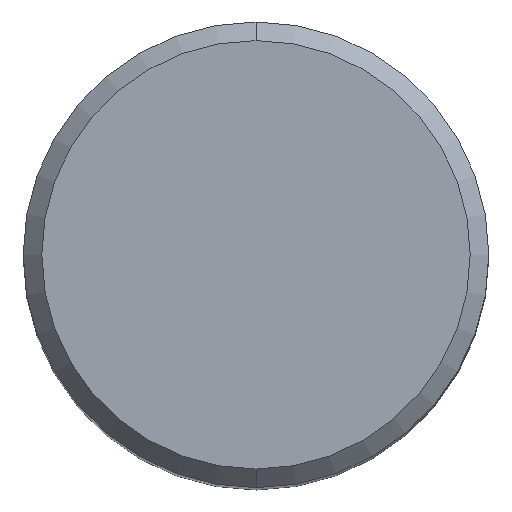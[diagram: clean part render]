
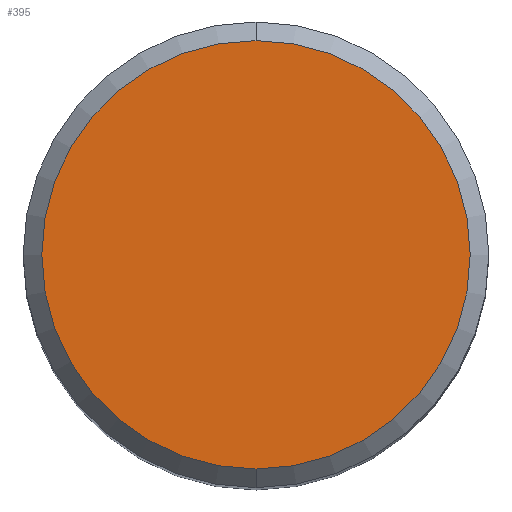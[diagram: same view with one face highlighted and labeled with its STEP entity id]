
A CAD part, top view. The second image highlights one B-rep face of the part: STEP entity #395.
In plain terms, the highlighted planar face has unit normal (0, 0, 1).
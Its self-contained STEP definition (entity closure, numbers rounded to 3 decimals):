
#193=VERTEX_POINT('',#487);
#343=EDGE_CURVE('',#193,#429,#652,.T.);
#381=EDGE_CURVE('',#429,#193,#692,.T.);
#395=ADVANCED_FACE('',(#706),#707,.T.);
#429=VERTEX_POINT('',#748);
#487=CARTESIAN_POINT('',(0.0,11.5,71.835));
#652=CIRCLE('',#1150,11.5);
#692=CIRCLE('',#1272,11.5);
#706=FACE_OUTER_BOUND('',#1292,.T.);
#707=PLANE('',#1293);
#748=CARTESIAN_POINT('',(0.,-11.5,71.835));
#1150=AXIS2_PLACEMENT_3D('',#1635,#1636,#1637);
#1272=AXIS2_PLACEMENT_3D('',#1669,#1670,#1671);
#1292=EDGE_LOOP('',(#1676,#1677));
#1293=AXIS2_PLACEMENT_3D('',#1678,#1679,#1680);
#1635=CARTESIAN_POINT('',(0.0,0.0,71.835));
#1636=DIRECTION('',(0.0,0.0,-1.0));
#1637=DIRECTION('',(0.0,1.0,0.0));
#1669=CARTESIAN_POINT('',(0.0,0.0,71.835));
#1670=DIRECTION('',(0.0,0.0,-1.0));
#1671=DIRECTION('',(0.0,1.0,0.0));
#1676=ORIENTED_EDGE('',*,*,#343,.F.);
#1677=ORIENTED_EDGE('',*,*,#381,.F.);
#1678=CARTESIAN_POINT('',(0.0,5.75,71.835));
#1679=DIRECTION('',(-0.0,0.0,1.0));
#1680=DIRECTION('',(0.0,-1.0,0.0));
